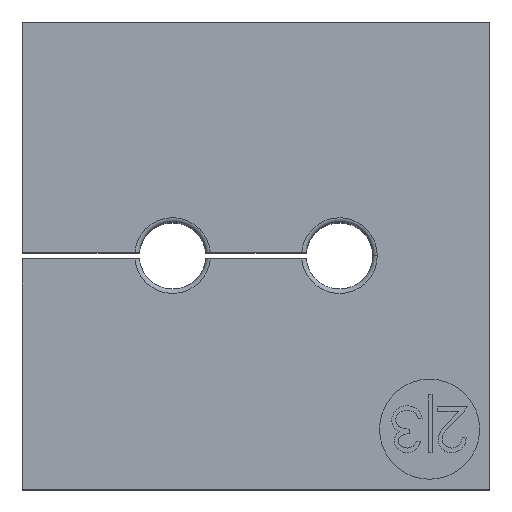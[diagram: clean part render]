
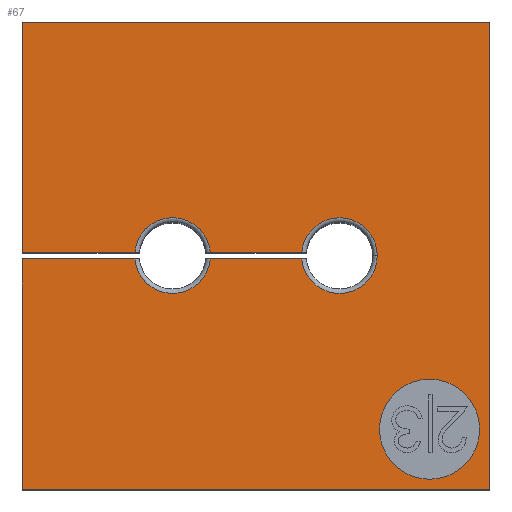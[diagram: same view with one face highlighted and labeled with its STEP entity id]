
A CAD part, top view. The second image highlights one B-rep face of the part: STEP entity #67.
In plain terms, the highlighted planar face has unit normal (0, 0, 1).
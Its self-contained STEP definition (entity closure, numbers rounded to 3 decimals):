
#67=ADVANCED_FACE('NONE',(#163,#164),#165,.F.);
#163=FACE_OUTER_BOUND('',#314,.T.);
#164=FACE_BOUND('',#315,.T.);
#165=PLANE('',#316);
#314=EDGE_LOOP('',(#1191,#1192,#1193,#1194,#1195,#1196,#1197,#1198,#1199,#1200,#1201,#1202,#1203));
#315=EDGE_LOOP('',(#1204,#1205));
#316=AXIS2_PLACEMENT_3D('',#1206,#1207,#1208);
#1191=ORIENTED_EDGE('',*,*,#1596,.T.);
#1192=ORIENTED_EDGE('',*,*,#1652,.F.);
#1193=ORIENTED_EDGE('',*,*,#1624,.T.);
#1194=ORIENTED_EDGE('',*,*,#1653,.F.);
#1195=ORIENTED_EDGE('',*,*,#1580,.T.);
#1196=ORIENTED_EDGE('',*,*,#1654,.T.);
#1197=ORIENTED_EDGE('',*,*,#1655,.F.);
#1198=ORIENTED_EDGE('',*,*,#1656,.T.);
#1199=ORIENTED_EDGE('',*,*,#1657,.F.);
#1200=ORIENTED_EDGE('',*,*,#1643,.T.);
#1201=ORIENTED_EDGE('',*,*,#1638,.F.);
#1202=ORIENTED_EDGE('',*,*,#1642,.F.);
#1203=ORIENTED_EDGE('',*,*,#1628,.T.);
#1204=ORIENTED_EDGE('',*,*,#1658,.F.);
#1205=ORIENTED_EDGE('',*,*,#1588,.F.);
#1206=CARTESIAN_POINT('',(0.0,0.0,9.5));
#1207=DIRECTION('',(0.0,0.0,-1.0));
#1208=DIRECTION('',(0.0,-1.0,0.0));
#1580=EDGE_CURVE('NONE',#1779,#1776,#1780,.T.);
#1588=EDGE_CURVE('NONE',#1792,#1794,#1795,.T.);
#1596=EDGE_CURVE('NONE',#1810,#1808,#1811,.T.);
#1624=EDGE_CURVE('NONE',#1857,#1859,#1861,.T.);
#1628=EDGE_CURVE('NONE',#1864,#1810,#1866,.T.);
#1638=EDGE_CURVE('NONE',#1881,#1883,#1884,.T.);
#1642=EDGE_CURVE('NONE',#1864,#1881,#1889,.T.);
#1643=EDGE_CURVE('NONE',#1890,#1883,#1891,.T.);
#1652=EDGE_CURVE('NONE',#1857,#1808,#1905,.T.);
#1653=EDGE_CURVE('NONE',#1779,#1859,#1906,.T.);
#1654=EDGE_CURVE('NONE',#1776,#1907,#1908,.T.);
#1655=EDGE_CURVE('NONE',#1909,#1907,#1910,.T.);
#1656=EDGE_CURVE('NONE',#1909,#1911,#1912,.T.);
#1657=EDGE_CURVE('NONE',#1890,#1911,#1913,.T.);
#1658=EDGE_CURVE('NONE',#1794,#1792,#1914,.T.);
#1776=VERTEX_POINT('',#2104);
#1779=VERTEX_POINT('NONE',#2107);
#1780=CIRCLE('',#2108,1.7);
#1792=VERTEX_POINT('NONE',#2127);
#1794=VERTEX_POINT('NONE',#2130);
#1795=CIRCLE('',#2131,2.25);
#1808=VERTEX_POINT('NONE',#2148);
#1810=VERTEX_POINT('NONE',#2151);
#1811=LINE('',#2152,#2153);
#1857=VERTEX_POINT('NONE',#2222);
#1859=VERTEX_POINT('NONE',#2229);
#1861=CIRCLE('',#2236,1.7);
#1864=VERTEX_POINT('NONE',#2240);
#1866=LINE('',#2243,#2244);
#1881=VERTEX_POINT('NONE',#2267);
#1883=VERTEX_POINT('NONE',#2270);
#1884=LINE('',#2271,#2272);
#1889=LINE('',#2280,#2281);
#1890=VERTEX_POINT('NONE',#2282);
#1891=LINE('',#2283,#2284);
#1905=LINE('',#2306,#2307);
#1906=LINE('',#2308,#2309);
#1907=VERTEX_POINT('NONE',#2310);
#1908=CIRCLE('',#2311,1.7);
#1909=VERTEX_POINT('NONE',#2312);
#1910=LINE('',#2313,#2314);
#1911=VERTEX_POINT('NONE',#2315);
#1912=CIRCLE('',#2316,1.7);
#1913=LINE('',#2317,#2318);
#1914=CIRCLE('',#2319,2.25);
#2104=CARTESIAN_POINT('',(15.95,0.,9.5));
#2107=CARTESIAN_POINT('',(12.557,0.15,9.5));
#2108=AXIS2_PLACEMENT_3D('',#3179,#3180,#3181);
#2127=CARTESIAN_POINT('',(16.05,-7.8,9.5));
#2130=CARTESIAN_POINT('',(20.55,-7.8,9.5));
#2131=AXIS2_PLACEMENT_3D('',#3194,#3195,#3196);
#2148=CARTESIAN_POINT('',(0.0,0.15,9.5));
#2151=CARTESIAN_POINT('',(0.0,10.5,9.5));
#2152=CARTESIAN_POINT('',(0.0,0.0,9.5));
#2153=VECTOR('',#3208,1000.0);
#2222=CARTESIAN_POINT('',(5.057,0.15,9.5));
#2229=CARTESIAN_POINT('',(8.443,0.15,9.5));
#2236=AXIS2_PLACEMENT_3D('',#3238,#3239,#3240);
#2240=CARTESIAN_POINT('',(21.0,10.5,9.5));
#2243=CARTESIAN_POINT('',(0.0,10.5,9.5));
#2244=VECTOR('',#3246,1000.0);
#2267=CARTESIAN_POINT('',(21.0,-10.5,9.5));
#2270=CARTESIAN_POINT('',(0.0,-10.5,9.5));
#2271=CARTESIAN_POINT('',(0.0,-10.5,9.5));
#2272=VECTOR('',#3256,1000.0);
#2280=CARTESIAN_POINT('',(21.0,0.,9.5));
#2281=VECTOR('',#3260,1000.0);
#2282=CARTESIAN_POINT('',(0.0,-0.15,9.5));
#2283=CARTESIAN_POINT('',(0.0,0.0,9.5));
#2284=VECTOR('',#3261,1000.0);
#2306=CARTESIAN_POINT('',(0.0,0.15,9.5));
#2307=VECTOR('',#3270,1000.0);
#2308=CARTESIAN_POINT('',(0.0,0.15,9.5));
#2309=VECTOR('',#3271,1000.0);
#2310=CARTESIAN_POINT('',(12.557,-0.15,9.5));
#2311=AXIS2_PLACEMENT_3D('',#3272,#3273,#3274);
#2312=CARTESIAN_POINT('',(8.443,-0.15,9.5));
#2313=CARTESIAN_POINT('',(0.0,-0.15,9.5));
#2314=VECTOR('',#3275,1000.0);
#2315=CARTESIAN_POINT('',(5.057,-0.15,9.5));
#2316=AXIS2_PLACEMENT_3D('',#3276,#3277,#3278);
#2317=CARTESIAN_POINT('',(0.0,-0.15,9.5));
#2318=VECTOR('',#3279,1000.0);
#2319=AXIS2_PLACEMENT_3D('',#3280,#3281,#3282);
#3179=CARTESIAN_POINT('',(14.25,0.,9.5));
#3180=DIRECTION('',(0.0,0.0,-1.0));
#3181=DIRECTION('',(-1.0,0.0,0.0));
#3194=CARTESIAN_POINT('',(18.3,-7.8,9.5));
#3195=DIRECTION('',(0.0,0.0,1.0));
#3196=DIRECTION('',(1.0,0.0,0.0));
#3208=DIRECTION('',(-0.0,-1.0,-0.0));
#3238=CARTESIAN_POINT('',(6.75,0.,9.5));
#3239=DIRECTION('',(0.0,0.0,-1.0));
#3240=DIRECTION('',(-1.0,0.0,0.0));
#3246=DIRECTION('',(-1.0,-0.0,-0.0));
#3256=DIRECTION('',(-1.0,0.0,-0.0));
#3260=DIRECTION('',(0.,-1.0,-0.0));
#3261=DIRECTION('',(-0.0,-1.0,-0.0));
#3270=DIRECTION('',(-1.0,0.,-0.0));
#3271=DIRECTION('',(-1.0,0.,-0.0));
#3272=CARTESIAN_POINT('',(14.25,0.,9.5));
#3273=DIRECTION('',(0.0,0.0,-1.0));
#3274=DIRECTION('',(-1.0,0.0,0.0));
#3275=DIRECTION('',(1.0,0.,0.0));
#3276=CARTESIAN_POINT('',(6.75,0.,9.5));
#3277=DIRECTION('',(0.0,0.0,-1.0));
#3278=DIRECTION('',(-1.0,0.0,0.0));
#3279=DIRECTION('',(1.0,0.,0.0));
#3280=CARTESIAN_POINT('',(18.3,-7.8,9.5));
#3281=DIRECTION('',(0.0,0.0,1.0));
#3282=DIRECTION('',(1.0,0.0,0.0));
